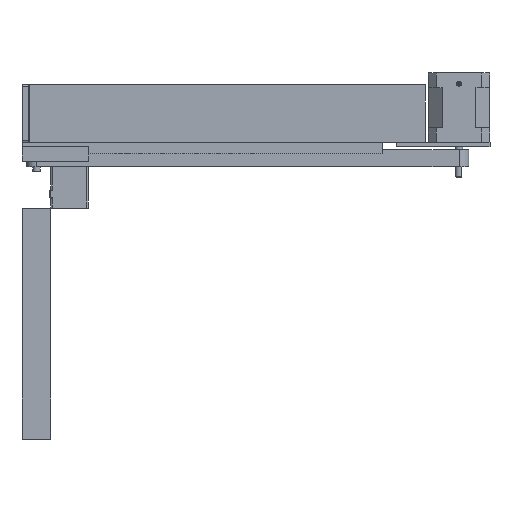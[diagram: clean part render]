
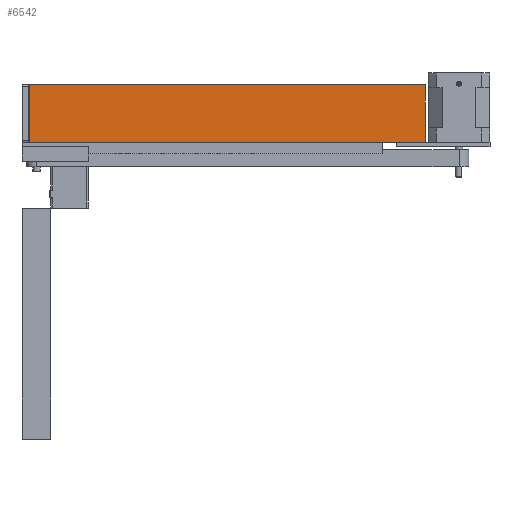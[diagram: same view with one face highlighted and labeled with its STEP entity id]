
A CAD part, left-side view. The second image highlights one B-rep face of the part: STEP entity #6542.
In plain terms, the highlighted planar face has unit normal (-1, 0, 0).
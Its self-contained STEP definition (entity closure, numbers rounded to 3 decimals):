
#758=FACE_OUTER_BOUND('',#1179,.T.);
#1179=EDGE_LOOP('',(#4721,#4722,#4723,#4724));
#1683=LINE('',#10131,#2310);
#1684=LINE('',#10134,#2311);
#1685=LINE('',#10136,#2312);
#1686=LINE('',#10137,#2313);
#2310=VECTOR('',#8037,10.);
#2311=VECTOR('',#8040,10.);
#2312=VECTOR('',#8041,10.);
#2313=VECTOR('',#8042,10.);
#2941=VERTEX_POINT('',#10125);
#2943=VERTEX_POINT('',#10129);
#2944=VERTEX_POINT('',#10133);
#2945=VERTEX_POINT('',#10135);
#3593=EDGE_CURVE('',#2941,#2943,#1683,.T.);
#3594=EDGE_CURVE('',#2944,#2943,#1684,.T.);
#3595=EDGE_CURVE('',#2945,#2944,#1685,.T.);
#3596=EDGE_CURVE('',#2945,#2941,#1686,.T.);
#4721=ORIENTED_EDGE('',*,*,#3593,.T.);
#4722=ORIENTED_EDGE('',*,*,#3594,.F.);
#4723=ORIENTED_EDGE('',*,*,#3595,.F.);
#4724=ORIENTED_EDGE('',*,*,#3596,.T.);
#6296=PLANE('',#7046);
#6542=ADVANCED_FACE('',(#758),#6296,.T.);
#7046=AXIS2_PLACEMENT_3D('',#10132,#8038,#8039);
#8037=DIRECTION('',(0.,0.,-1.));
#8038=DIRECTION('center_axis',(-1.,0.,0.));
#8039=DIRECTION('ref_axis',(0.,1.,0.));
#8040=DIRECTION('',(0.,1.,0.));
#8041=DIRECTION('',(0.,0.,-1.));
#8042=DIRECTION('',(0.,1.,0.));
#10125=CARTESIAN_POINT('',(-66.5,125.,0.));
#10129=CARTESIAN_POINT('',(-66.5,125.,-40.));
#10131=CARTESIAN_POINT('',(-66.5,125.,0.));
#10132=CARTESIAN_POINT('Origin',(-66.5,-150.,0.));
#10133=CARTESIAN_POINT('',(-66.5,-150.,-40.));
#10134=CARTESIAN_POINT('',(-66.5,-150.,-40.));
#10135=CARTESIAN_POINT('',(-66.5,-150.,0.));
#10136=CARTESIAN_POINT('',(-66.5,-150.,0.));
#10137=CARTESIAN_POINT('',(-66.5,-150.,0.));
